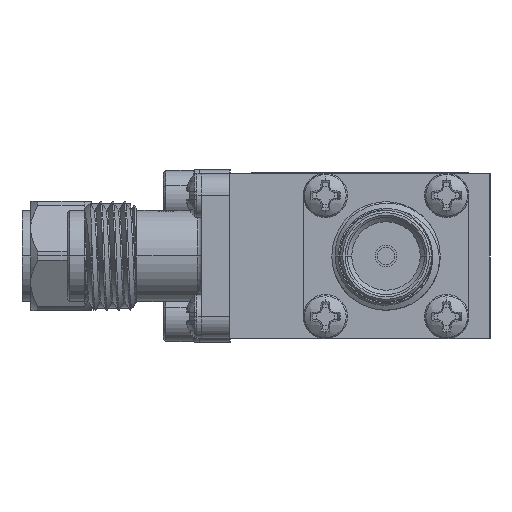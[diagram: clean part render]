
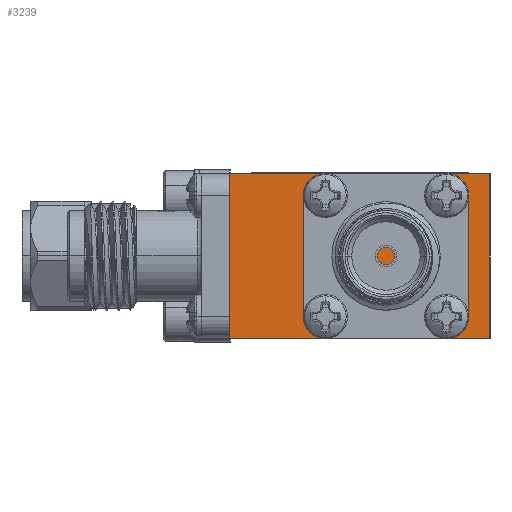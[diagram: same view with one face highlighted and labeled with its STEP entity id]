
A CAD part, left-side view. The second image highlights one B-rep face of the part: STEP entity #3239.
In plain terms, the highlighted planar face has unit normal (-1, 0, 0).
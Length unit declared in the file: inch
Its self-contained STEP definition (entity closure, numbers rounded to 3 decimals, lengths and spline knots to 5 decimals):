
#1457 = DIRECTION ( 'NONE',  ( 0., -1., 0. ) ) ;
#3227 = DIRECTION ( 'NONE',  ( 1., 0., 0. ) ) ;
#3239 = ADVANCED_FACE ( 'NONE', ( #34118 ), #12077, .F. ) ;
#7748 = VECTOR ( 'NONE', #39204, 39.37008 ) ;
#10620 = DIRECTION ( 'NONE',  ( 0., 0., -1. ) ) ;
#12077 = PLANE ( 'NONE',  #53647 ) ;
#12934 = VERTEX_POINT ( 'NONE', #52710 ) ;
#14185 = VECTOR ( 'NONE', #10620, 39.37008 ) ;
#16245 = VECTOR ( 'NONE', #40143, 39.37008 ) ;
#22295 = LINE ( 'NONE', #57295, #14185 ) ;
#29175 = LINE ( 'NONE', #43580, #7748 ) ;
#33696 = VERTEX_POINT ( 'NONE', #53137 ) ;
#34118 = FACE_OUTER_BOUND ( 'NONE', #61158, .T. ) ;
#34372 = VERTEX_POINT ( 'NONE', #46179 ) ;
#34838 = ORIENTED_EDGE ( 'NONE', *, *, #59459, .F. ) ;
#36188 = DIRECTION ( 'NONE',  ( 0., 0., -1. ) ) ;
#37167 = VECTOR ( 'NONE', #1457, 39.37008 ) ;
#37811 = ORIENTED_EDGE ( 'NONE', *, *, #58409, .F. ) ;
#39094 = EDGE_CURVE ( 'NONE', #34372, #12934, #54761, .T. ) ;
#39204 = DIRECTION ( 'NONE',  ( 0., 0., -1. ) ) ;
#40143 = DIRECTION ( 'NONE',  ( 0., -1., 0. ) ) ;
#43580 = CARTESIAN_POINT ( 'NONE',  ( -2.2, -0.3, 0.19 ) ) ;
#43963 = CARTESIAN_POINT ( 'NONE',  ( -2.2, -0.3, 0.19 ) ) ;
#45101 = CARTESIAN_POINT ( 'NONE',  ( -2.2, -0.3, 0.19 ) ) ;
#46179 = CARTESIAN_POINT ( 'NONE',  ( -2.2, 0.3, -0.19 ) ) ;
#46799 = VERTEX_POINT ( 'NONE', #60631 ) ;
#51503 = EDGE_CURVE ( 'NONE', #46799, #34372, #22295, .T. ) ;
#52710 = CARTESIAN_POINT ( 'NONE',  ( -2.2, -0.3, -0.19 ) ) ;
#53137 = CARTESIAN_POINT ( 'NONE',  ( -2.2, -0.3, 0.19 ) ) ;
#53647 = AXIS2_PLACEMENT_3D ( 'NONE', #45101, #3227, #36188 ) ;
#54211 = ORIENTED_EDGE ( 'NONE', *, *, #51503, .T. ) ;
#54231 = CARTESIAN_POINT ( 'NONE',  ( -2.2, -0.3, -0.19 ) ) ;
#54761 = LINE ( 'NONE', #54231, #16245 ) ;
#54843 = ORIENTED_EDGE ( 'NONE', *, *, #39094, .T. ) ;
#57295 = CARTESIAN_POINT ( 'NONE',  ( -2.2, 0.3, 0.19 ) ) ;
#58409 = EDGE_CURVE ( 'NONE', #33696, #12934, #29175, .T. ) ;
#58636 = LINE ( 'NONE', #43963, #37167 ) ;
#59459 = EDGE_CURVE ( 'NONE', #46799, #33696, #58636, .T. ) ;
#60631 = CARTESIAN_POINT ( 'NONE',  ( -2.2, 0.3, 0.19 ) ) ;
#61158 = EDGE_LOOP ( 'NONE', ( #54843, #37811, #34838, #54211 ) ) ;
